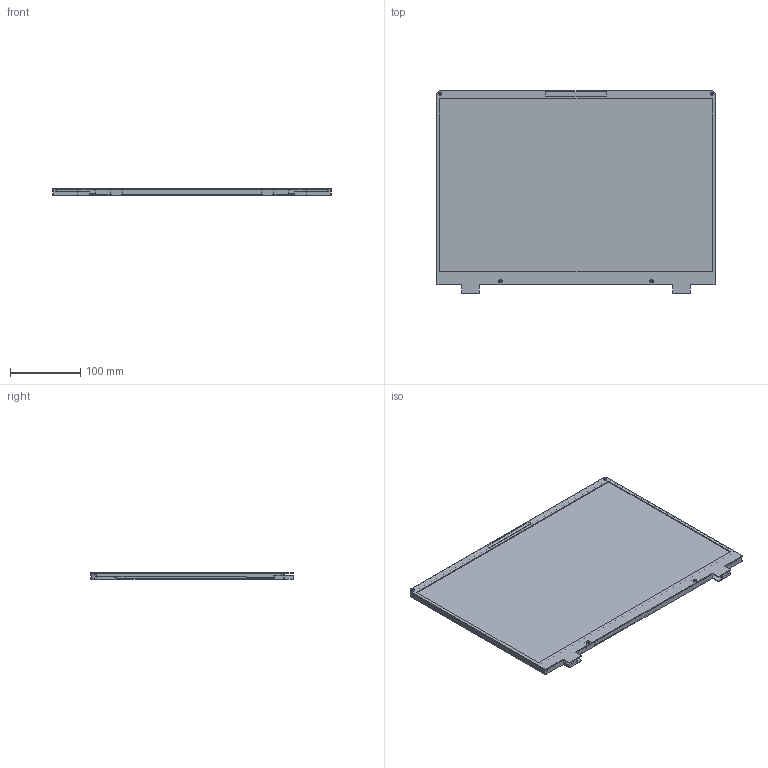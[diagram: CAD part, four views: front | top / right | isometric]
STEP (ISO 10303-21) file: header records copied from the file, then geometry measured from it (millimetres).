
FILE_DESCRIPTION(/* description */ (''),/* implementation_level */ '2;1');
FILE_NAME(/* name */ 'Top Cover.step',/* time_stamp */ '2025-09-24T23:46:26-05:00',/* author */ (''),/* organization */ (''),/* preprocessor_version */ 'ST-DEVELOPER v20.1',/* originating_system */ 'Autodesk Translation Framework v14.17.0.0',/* authorisation */ '');
FILE_SCHEMA (('AUTOMOTIVE_DESIGN { 1 0 10303 214 3 1 1 }'));
Length unit declared in the file: millimetre
Products named in the file (1): Top Cover
Bounding box: 397.56 x 288.8 x 9.1 mm (x, y, z)
Volume: 545116.9 mm3; surface area: 487548.7 mm2
Topology: 5 solids, 5 shells, 337 faces, 820 edges, 512 vertices
Faces by surface type: plane 143, cylinder 132, torus 52, bspline 8, cone 2
Full cylindrical faces by diameter (mm): 1.623 x10, 2.075 x6, 2.7 x4, 4.75 x4
Entity records: 10127 total; most frequent: CARTESIAN_POINT 1920, DIRECTION 1808, ORIENTED_EDGE 1624, EDGE_CURVE 812, AXIS2_PLACEMENT_3D 670, VERTEX_POINT 512, LINE 468, VECTOR 468
